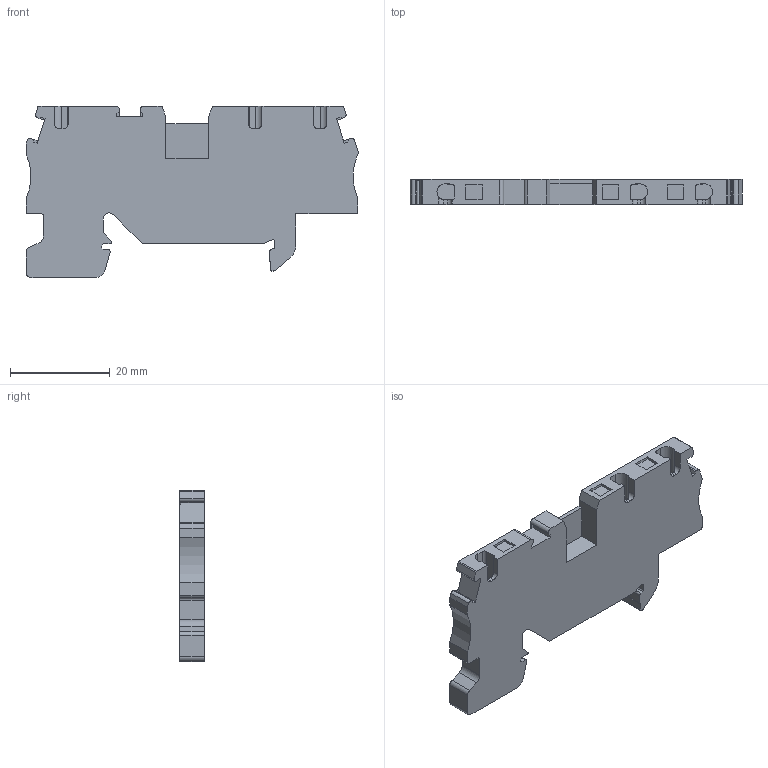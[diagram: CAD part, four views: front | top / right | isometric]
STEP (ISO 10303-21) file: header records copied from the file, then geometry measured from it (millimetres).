
FILE_DESCRIPTION(/* description */ ('Unknown'),/* implementation_level */ '2;1');
FILE_NAME(/* name */ 'DSET2.5-1X2_GN_3D',/* time_stamp */ '2019-11-06T16:31:48+05:00',/* author */ ('Unknown'),/* organization */ ('Unknown'),/* preprocessor_version */ 'ST-DEVELOPER v16.7',/* originating_system */ 'DEX',/* authorisation */ $);
FILE_SCHEMA (('AUTOMOTIVE_DESIGN {1 0 10303 214 3 1 1}'));
Length unit declared in the file: millimetre
Products named in the file (1): DSET2.5-1X2
Bounding box: 66.5 x 5 x 34.3 mm (x, y, z)
Volume: 7876.3 mm3; surface area: 5319.6 mm2
Topology: 1 solids, 1 shells, 167 faces, 481 edges, 320 vertices
Faces by surface type: plane 114, cylinder 53
Entity records: 5501 total; most frequent: CARTESIAN_POINT 990, ORIENTED_EDGE 962, DIRECTION 914, EDGE_CURVE 481, LINE 372, VECTOR 372, VERTEX_POINT 320, AXIS2_PLACEMENT_3D 271
